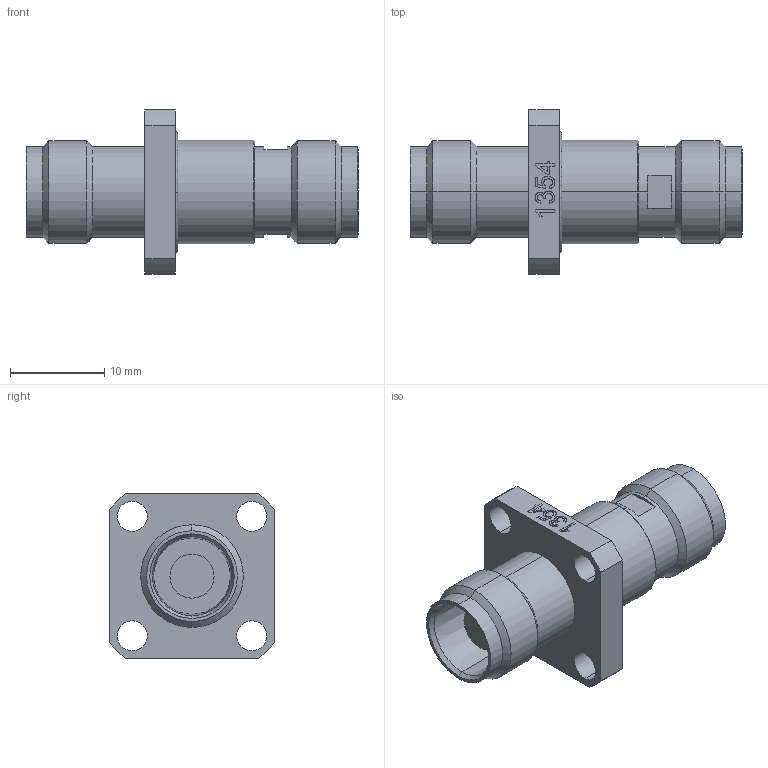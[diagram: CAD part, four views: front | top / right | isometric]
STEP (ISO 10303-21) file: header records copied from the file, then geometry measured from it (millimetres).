
FILE_DESCRIPTION (( 'STEP AP214' ), '1' );
FILE_NAME ('PE1354_3D.STEP', '2022-12-12T19:55:56', ( '' ), ( '' ), 'SwSTEP 2.0', 'SolidWorks 2022', '' );
FILE_SCHEMA (( 'AUTOMOTIVE_DESIGN' ));
Length unit declared in the file: inch
Products named in the file (3): PE1354_3D; Copy of AD-T8T8-P4-GV-6^PE1354; Copy of AD-T8T8-P4-18-GBVH^PE1354
Assembly tree (2 placements, depth 2):
  PE1354_3D
    Copy of AD-T8T8-P4-18-GBVH^PE1354
    Copy of AD-T8T8-P4-GV-6^PE1354
Bounding box: 35.3 x 17.5 x 17.53 mm (x, y, z)
Volume: 2857.5 mm3; surface area: 2706.6 mm2
Topology: 2 solids, 2 shells, 141 faces, 348 edges, 223 vertices
Faces by surface type: plane 56, cylinder 38, bspline 29, cone 18
Entity records: 5654 total; most frequent: CARTESIAN_POINT 2281, ORIENTED_EDGE 696, DIRECTION 626, EDGE_CURVE 348, VERTEX_POINT 223, AXIS2_PLACEMENT_3D 218, LINE 190, VECTOR 190
